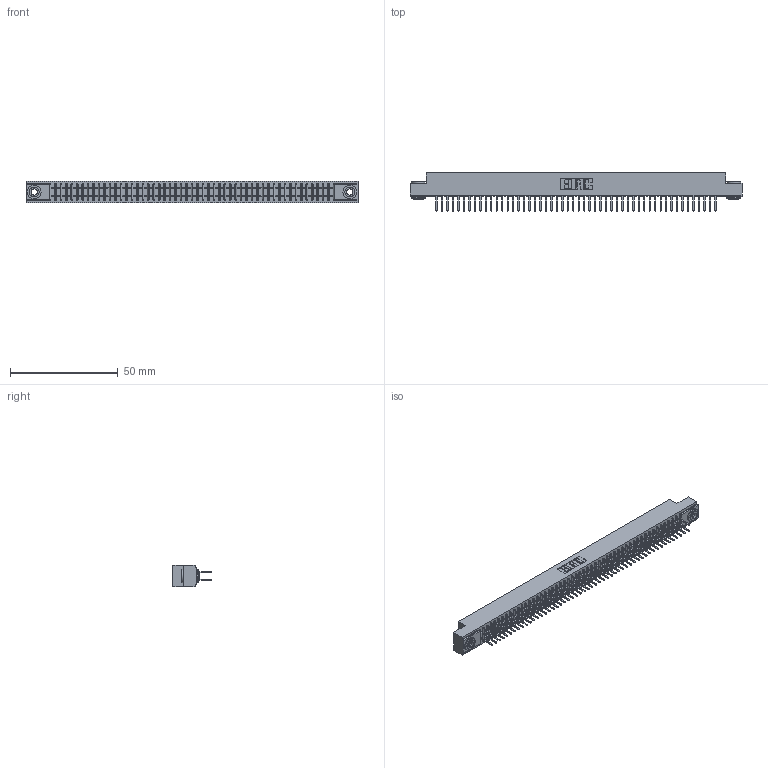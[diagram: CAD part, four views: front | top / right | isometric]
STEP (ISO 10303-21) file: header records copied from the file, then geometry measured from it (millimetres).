
FILE_DESCRIPTION (( 'STEP AP203' ), '1' );
FILE_NAME ('391-104-521-203.STEP', '2018-08-09T20:15:41', ( '' ), ( '' ), 'SwSTEP 2.0', 'SolidWorks 2016', '' );
FILE_SCHEMA (( 'CONFIG_CONTROL_DESIGN' ));
Length unit declared in the file: inch
Products named in the file (4): 391-104-521-203; 341 Part_.156 (3.96) Dia Mounting Holes; 341-292-001_341-292-121; 345-250-002_345-250-002-102
Assembly tree (107 placements, depth 2):
  391-104-521-203
    341 Part_.156 (3.96) Dia Mounting Holes
    341-292-001_341-292-121  x104
    345-250-002_345-250-002-102  x2
Bounding box: 154.31 x 17.7 x 10.16 mm (x, y, z)
Volume: 11483.6 mm3; surface area: 21402.8 mm2
Topology: 107 solids, 107 shells, 7032 faces, 20344 edges, 13174 vertices
Faces by surface type: plane 4252, cylinder 2564, sphere 106, torus 102, cone 8
Entity records: 62664 total; most frequent: CARTESIAN_POINT 10397, ORIENTED_EDGE 10324, DIRECTION 10098, EDGE_CURVE 5162, LINE 4172, VECTOR 4172, VERTEX_POINT 3262, AXIS2_PLACEMENT_3D 2963
